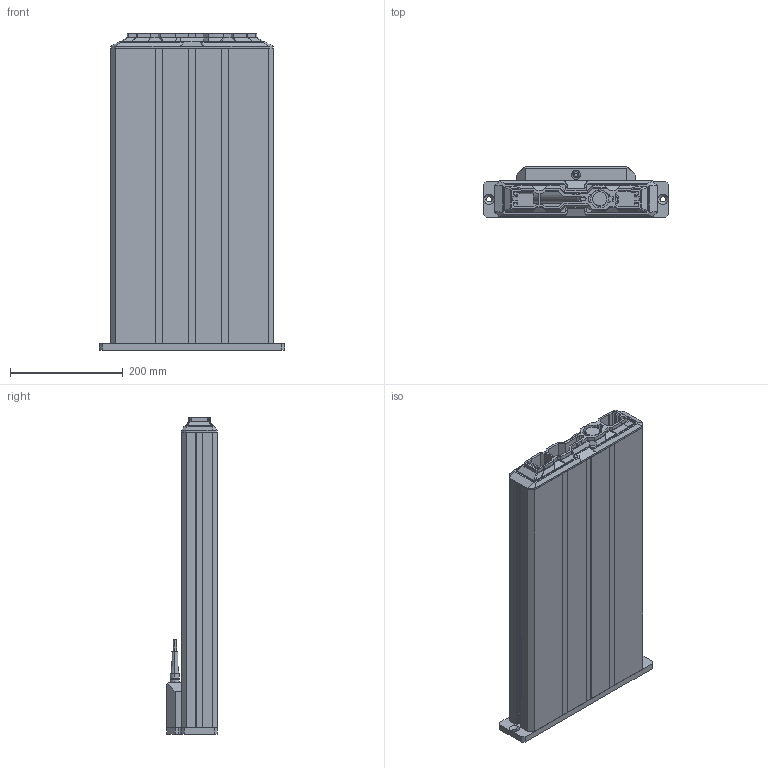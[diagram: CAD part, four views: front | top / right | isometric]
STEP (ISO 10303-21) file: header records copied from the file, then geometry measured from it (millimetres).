
FILE_DESCRIPTION (( 'STEP AP214' ), '1' );
FILE_NAME ('6940025', '2019-02-01T13:41:15', ( '' ), ('JUGARD+KÜNSTNER GmbH'), 'SwSTEP 2.0', 'SolidWorks 2017', '' );
FILE_SCHEMA (( 'AUTOMOTIVE_DESIGN' ));
Length unit declared in the file: millimetre
Products named in the file (9): Kopie von Basis_2^6940025_2; Kopie von Montageplatte_2^6940025_2; Kopie von T2_2^6940025_2; Kopie von T2-AK_2^6940025_2; 6940025_CNAJF00; Kopie von T1_2^6940025_2; Kopie von Welle_2^6940025_2; Kopie von Antrieb_2^6940025_2; Kopie von T1-AK_2^6940025_2
Assembly tree (8 placements, depth 2):
  6940025_CNAJF00
    Kopie von Basis_2^6940025_2
    Kopie von Antrieb_2^6940025_2
    Kopie von Welle_2^6940025_2
    Kopie von T1_2^6940025_2
    Kopie von T1-AK_2^6940025_2
    Kopie von T2_2^6940025_2
    Kopie von T2-AK_2^6940025_2
    Kopie von Montageplatte_2^6940025_2
Bounding box: 328 x 89.5 x 560 mm (x, y, z)
Volume: 5876773.1 mm3; surface area: 2122360.9 mm2
Topology: 8 solids, 8 shells, 705 faces, 2013 edges, 1333 vertices
Faces by surface type: plane 551, cylinder 129, bspline 15, cone 10
Entity records: 24326 total; most frequent: CARTESIAN_POINT 4892, ORIENTED_EDGE 4026, DIRECTION 3667, EDGE_CURVE 2013, LINE 1647, VECTOR 1647, VERTEX_POINT 1333, AXIS2_PLACEMENT_3D 1010
